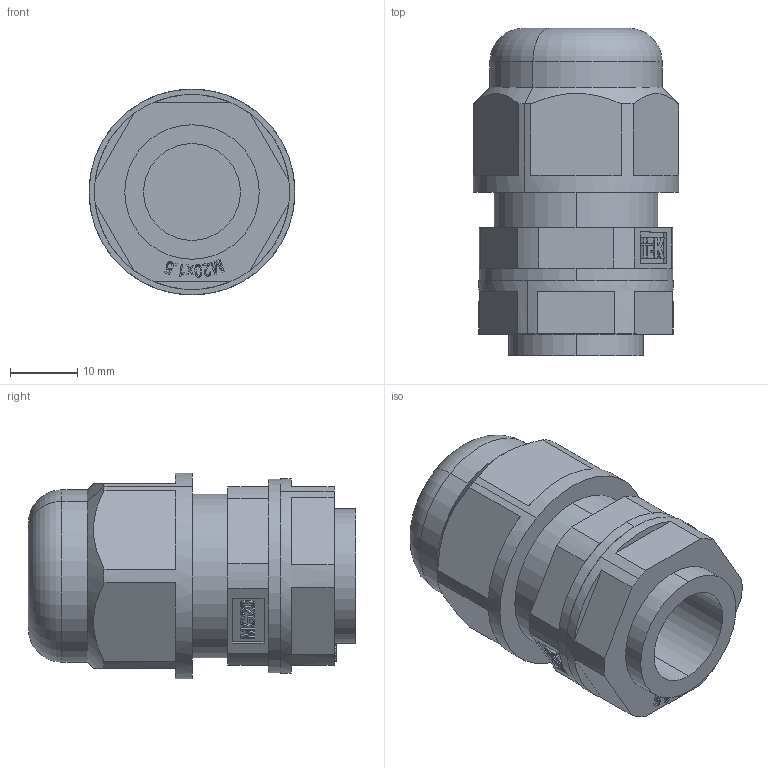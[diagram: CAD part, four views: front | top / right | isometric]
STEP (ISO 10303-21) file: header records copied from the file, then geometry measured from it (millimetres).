
FILE_DESCRIPTION (( 'STEP AP214' ), '1' );
FILE_NAME ('YSA10-14-20-68-K02 Ñàëüíèê MG 20 äèàìåòð ïðîâîäíèêà 10-14ìì IP68 ÈÝÊ.STEP', '2016-11-11T07:25:56', ( '' ), ( '' ), 'SwSTEP 2.0', 'SolidWorks 2014', '' );
FILE_SCHEMA (( 'AUTOMOTIVE_DESIGN' ));
Length unit declared in the file: millimetre
Products named in the file (1): YSA10-14-20-68-K02 Ñàëüíèê MG 20 äèàìåòð ïðîâîäíèêà 10-14ìì  IP68 ÈÝÊ
Bounding box: 30.62 x 48.67 x 30.62 mm (x, y, z)
Volume: 18137.7 mm3; surface area: 15694.1 mm2
Topology: 5 solids, 5 shells, 314 faces, 825 edges, 546 vertices
Faces by surface type: plane 204, bspline 56, cylinder 38, cone 14, torus 2
Entity records: 16270 total; most frequent: CARTESIAN_POINT 5263, ORIENTED_EDGE 1650, DIRECTION 1347, EDGE_CURVE 825, LINE 549, VECTOR 549, VERTEX_POINT 546, AXIS2_PLACEMENT_3D 399
